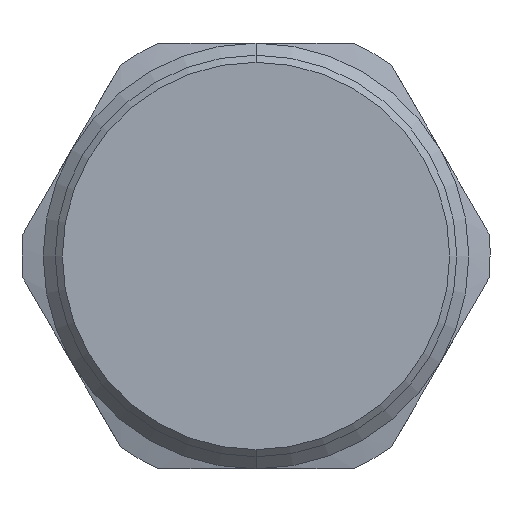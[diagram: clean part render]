
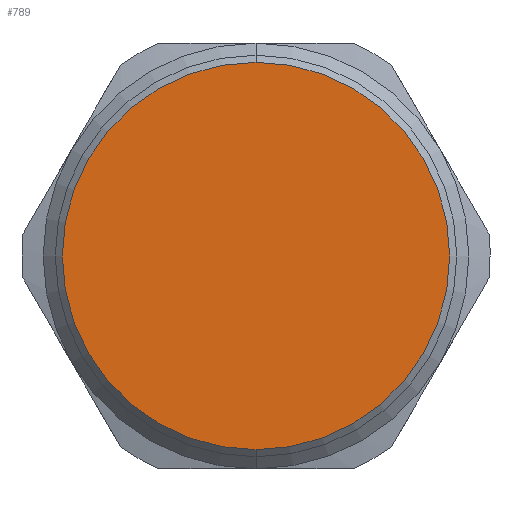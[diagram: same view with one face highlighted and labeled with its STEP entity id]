
A CAD part, front view. The second image highlights one B-rep face of the part: STEP entity #789.
In plain terms, the highlighted planar face has unit normal (0, -1, 0).
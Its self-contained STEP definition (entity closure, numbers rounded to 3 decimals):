
#557 = EDGE_CURVE ( 'NONE', #558, #559, #1065, .T. ) ;
#558 = VERTEX_POINT ( 'NONE', #1056 ) ;
#559 = VERTEX_POINT ( 'NONE', #1117 ) ;
#719 = EDGE_LOOP ( 'NONE', ( #790, #792 ) ) ;
#789 = ADVANCED_FACE ( 'NONE', ( #1555 ), #1554, .F. ) ;
#790 = ORIENTED_EDGE ( 'NONE', *, *, #791, .T. ) ;
#791 = EDGE_CURVE ( 'NONE', #559, #558, #1549, .T. ) ;
#792 = ORIENTED_EDGE ( 'NONE', *, *, #557, .T. ) ;
#1056 = CARTESIAN_POINT ( 'NONE',  ( 0., -31., -13.65 ) ) ;
#1057 = DIRECTION ( 'NONE',  ( 0., 0., 1. ) ) ;
#1058 = DIRECTION ( 'NONE',  ( 0., -1., 0. ) ) ;
#1059 = CARTESIAN_POINT ( 'NONE',  ( 0., -31., 0. ) ) ;
#1060 = AXIS2_PLACEMENT_3D ( 'NONE', #1059, #1058, #1057 ) ;
#1065 = CIRCLE ( 'NONE', #1060, 13.65 ) ;
#1117 = CARTESIAN_POINT ( 'NONE',  ( 0., -31., 13.65 ) ) ;
#1545 = DIRECTION ( 'NONE',  ( 0., 0., 1. ) ) ;
#1546 = DIRECTION ( 'NONE',  ( 0., -1., 0. ) ) ;
#1547 = CARTESIAN_POINT ( 'NONE',  ( 0., -31., 0. ) ) ;
#1548 = AXIS2_PLACEMENT_3D ( 'NONE', #1547, #1546, #1545 ) ;
#1549 = CIRCLE ( 'NONE', #1548, 13.65 ) ;
#1550 = DIRECTION ( 'NONE',  ( 0., 0., 1. ) ) ;
#1551 = DIRECTION ( 'NONE',  ( 0., 1., 0. ) ) ;
#1552 = CARTESIAN_POINT ( 'NONE',  ( 0., -31., 0. ) ) ;
#1553 = AXIS2_PLACEMENT_3D ( 'NONE', #1552, #1551, #1550 ) ;
#1554 = PLANE ( 'NONE',  #1553 ) ;
#1555 = FACE_OUTER_BOUND ( 'NONE', #719, .T. ) ;
